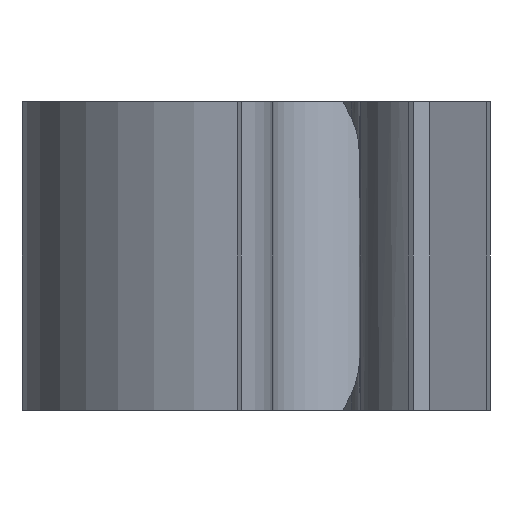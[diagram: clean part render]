
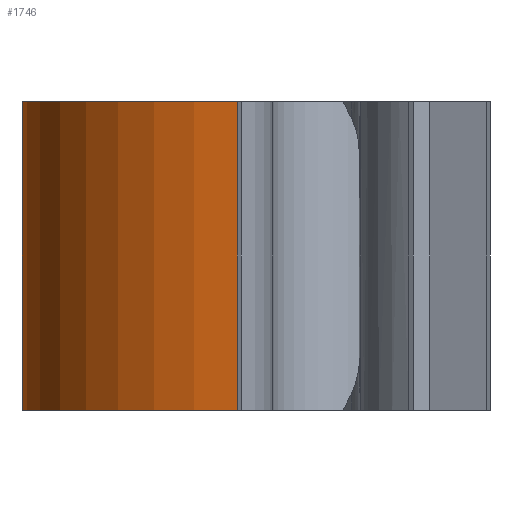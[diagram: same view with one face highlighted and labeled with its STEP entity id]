
A CAD part, left-side view. The second image highlights one B-rep face of the part: STEP entity #1746.
In plain terms, the highlighted cylindrical face has radius 10.592 mm (diameter 21.184 mm), a partial arc.
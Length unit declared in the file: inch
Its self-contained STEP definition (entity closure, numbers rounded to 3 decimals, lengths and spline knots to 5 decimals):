
#44 = EDGE_CURVE ( 'NONE', #302, #1624, #129, .T. ) ;
#54 = DIRECTION ( 'NONE',  ( 0., 0., -1. ) ) ;
#99 = CARTESIAN_POINT ( 'NONE',  ( -0.55493, -0.011, 0.5 ) ) ;
#109 = DIRECTION ( 'NONE',  ( 0., 0., -1. ) ) ;
#129 = LINE ( 'NONE', #488, #1646 ) ;
#240 = DIRECTION ( 'NONE',  ( 1., 0., 0. ) ) ;
#291 = CIRCLE ( 'NONE', #2577, 0.417 ) ;
#302 = VERTEX_POINT ( 'NONE', #1834 ) ;
#394 = VECTOR ( 'NONE', #1009, 39.37008 ) ;
#421 = DIRECTION ( 'NONE',  ( 0., 0., 1. ) ) ;
#428 = CARTESIAN_POINT ( 'NONE',  ( -0.55493, -0.011, 0.5 ) ) ;
#488 = CARTESIAN_POINT ( 'NONE',  ( -0.17244, 0.15511, 0.5 ) ) ;
#531 = AXIS2_PLACEMENT_3D ( 'NONE', #428, #1788, #1193 ) ;
#535 = EDGE_CURVE ( 'NONE', #1624, #549, #291, .T. ) ;
#549 = VERTEX_POINT ( 'NONE', #1858 ) ;
#611 = DIRECTION ( 'NONE',  ( -1., 0., 0. ) ) ;
#640 = CIRCLE ( 'NONE', #531, 0.417 ) ;
#652 = ORIENTED_EDGE ( 'NONE', *, *, #44, .T. ) ;
#756 = EDGE_LOOP ( 'NONE', ( #1852, #1318, #937, #652 ) ) ;
#776 = EDGE_CURVE ( 'NONE', #302, #917, #640, .T. ) ;
#858 = EDGE_CURVE ( 'NONE', #917, #549, #2574, .T. ) ;
#917 = VERTEX_POINT ( 'NONE', #982 ) ;
#937 = ORIENTED_EDGE ( 'NONE', *, *, #776, .F. ) ;
#961 = CYLINDRICAL_SURFACE ( 'NONE', #2193, 0.417 ) ;
#982 = CARTESIAN_POINT ( 'NONE',  ( -0.96637, 0.05683, 0.5 ) ) ;
#986 = CARTESIAN_POINT ( 'NONE',  ( -0.17244, 0.15511, 0. ) ) ;
#1009 = DIRECTION ( 'NONE',  ( 0., 0., -1. ) ) ;
#1193 = DIRECTION ( 'NONE',  ( 1., 0., 0. ) ) ;
#1217 = CARTESIAN_POINT ( 'NONE',  ( -0.96637, 0.05683, 0.5 ) ) ;
#1318 = ORIENTED_EDGE ( 'NONE', *, *, #858, .F. ) ;
#1479 = FACE_OUTER_BOUND ( 'NONE', #756, .T. ) ;
#1624 = VERTEX_POINT ( 'NONE', #986 ) ;
#1646 = VECTOR ( 'NONE', #54, 39.37008 ) ;
#1746 = ADVANCED_FACE ( 'NONE', ( #1479 ), #961, .T. ) ;
#1788 = DIRECTION ( 'NONE',  ( 0., 0., 1. ) ) ;
#1834 = CARTESIAN_POINT ( 'NONE',  ( -0.17244, 0.15511, 0.5 ) ) ;
#1852 = ORIENTED_EDGE ( 'NONE', *, *, #535, .T. ) ;
#1858 = CARTESIAN_POINT ( 'NONE',  ( -0.96637, 0.05683, 0. ) ) ;
#2193 = AXIS2_PLACEMENT_3D ( 'NONE', #99, #109, #611 ) ;
#2486 = CARTESIAN_POINT ( 'NONE',  ( -0.55493, -0.011, 0. ) ) ;
#2574 = LINE ( 'NONE', #1217, #394 ) ;
#2577 = AXIS2_PLACEMENT_3D ( 'NONE', #2486, #421, #240 ) ;
